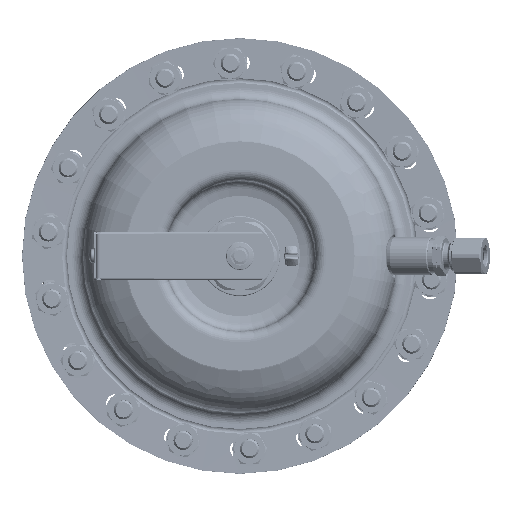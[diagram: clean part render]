
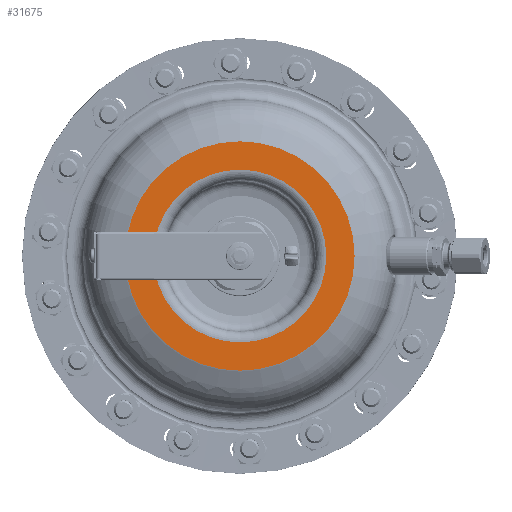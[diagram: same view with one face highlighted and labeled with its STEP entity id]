
A CAD part, front view. The second image highlights one B-rep face of the part: STEP entity #31675.
In plain terms, the highlighted planar face has unit normal (0, -1, 0).
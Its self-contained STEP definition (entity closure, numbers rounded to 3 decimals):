
#31324=CARTESIAN_POINT('',(0.,-0.677,0.));
#31325=DIRECTION('',(0.,-1.,0.));
#31326=DIRECTION('',(-1.,0.,0.));
#31327=AXIS2_PLACEMENT_3D('',#31324,#31325,#31326);
#31329=CARTESIAN_POINT('',(0.,-0.677,0.));
#31330=DIRECTION('',(0.,1.,0.));
#31331=DIRECTION('',(-1.,0.,0.));
#31332=AXIS2_PLACEMENT_3D('',#31329,#31330,#31331);
#31334=CARTESIAN_POINT('',(0.,-0.677,0.));
#31335=DIRECTION('',(0.,1.,0.));
#31336=DIRECTION('',(-1.,0.,0.));
#31337=AXIS2_PLACEMENT_3D('',#31334,#31335,#31336);
#31349=CARTESIAN_POINT('',(0.,-0.677,0.));
#31350=DIRECTION('',(0.,-1.,0.));
#31351=DIRECTION('',(-1.,0.,0.));
#31352=AXIS2_PLACEMENT_3D('',#31349,#31350,#31351);
#31590=CARTESIAN_POINT('',(-45.182,-0.677,0.));
#31592=VERTEX_POINT('',#31590);
#31599=CARTESIAN_POINT('',(-60.,-0.677,0.));
#31601=VERTEX_POINT('',#31599);
#31602=CARTESIAN_POINT('',(45.182,-0.677,
0.));
#31604=VERTEX_POINT('',#31602);
#31611=CARTESIAN_POINT('',(60.,-0.677,0.));
#31613=VERTEX_POINT('',#31611);
#31658=CARTESIAN_POINT('',(0.,-0.677,0.));
#31659=DIRECTION('',(0.,1.,0.));
#31660=DIRECTION('',(1.,0.,0.));
#31661=AXIS2_PLACEMENT_3D('',#31658,#31659,#31660);
#31662=PLANE('',#31661);
#31664=ORIENTED_EDGE('',*,*,#31663,.F.);
#31666=ORIENTED_EDGE('',*,*,#31665,.T.);
#31667=EDGE_LOOP('',(#31664,#31666));
#31668=FACE_OUTER_BOUND('',#31667,.F.);
#31670=ORIENTED_EDGE('',*,*,#31669,.F.);
#31672=ORIENTED_EDGE('',*,*,#31671,.T.);
#31673=EDGE_LOOP('',(#31670,#31672));
#31674=FACE_BOUND('',#31673,.F.);
#31675=ADVANCED_FACE('',(#31668,#31674),#31662,.F.);
#31328=CIRCLE('',#31327,60.);
#31333=CIRCLE('',#31332,60.);
#31338=CIRCLE('',#31337,45.182);
#31353=CIRCLE('',#31352,45.182);
#31663=EDGE_CURVE('',#31601,#31613,#31328,.T.);
#31665=EDGE_CURVE('',#31601,#31613,#31333,.T.);
#31669=EDGE_CURVE('',#31592,#31604,#31338,.T.);
#31671=EDGE_CURVE('',#31592,#31604,#31353,.T.);
